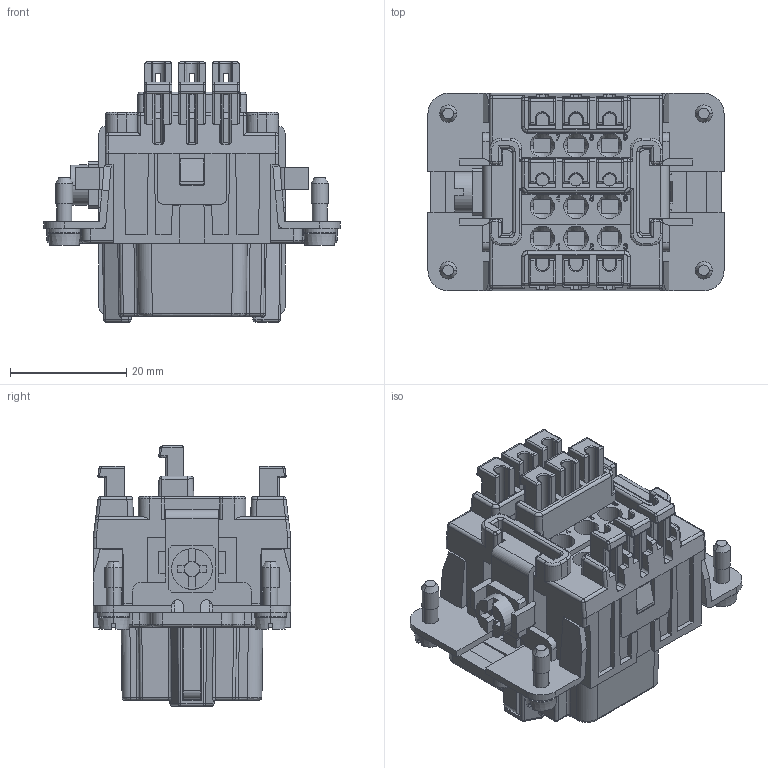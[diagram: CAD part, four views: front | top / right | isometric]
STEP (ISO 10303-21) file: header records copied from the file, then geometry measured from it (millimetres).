
FILE_DESCRIPTION(('Creo Elements/Direct Modeling STEP Export'),'2;1');
FILE_NAME('0lndrr043b5l2mc1616','2016-06-22T11:20:21',(''),(''),'PTC Creo Elements/Direct Modeling STEP processor for AP214 (Solid Model)','PTC Creo Elements/Direct Modeling 19.0B 21-Mar-2015 (C) Parametric Technology GmbH','');
FILE_SCHEMA(('AUTOMOTIVE_DESIGN { 1 0 10303 214 1 1 1 1 }'));
Products named in the file (2): CDSHF_09
Assembly tree (1 placements, depth 2):
  CDSHF_09
    CDSHF_09
Bounding box: 51 x 34 x 44.8 mm (x, y, z)
Volume: 26679.8 mm3; surface area: 18153.5 mm2
Topology: 1 solids, 5 shells, 2341 faces, 7913 edges, 5649 vertices
Faces by surface type: plane 1327, cylinder 670, torus 118, bspline 115, cone 52, sphere 50, extrusion 9
Entity records: 119285 total; most frequent: CARTESIAN_POINT 31833, ORIENTED_EDGE 15734, DIRECTION 12823, EDGE_CURVE 7863, VECTOR 5861, LINE 5852, VERTEX_POINT 5649, AXIS2_PLACEMENT_3D 3481
